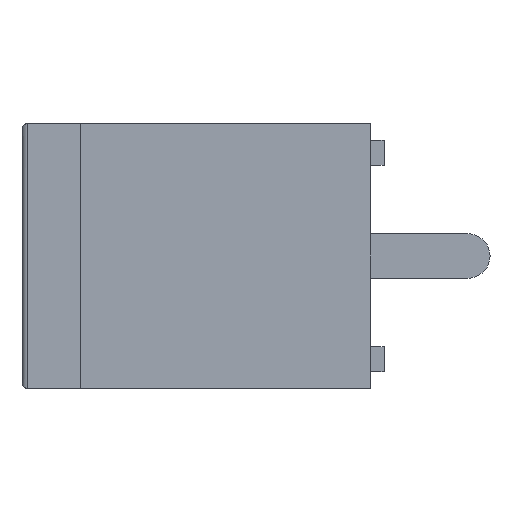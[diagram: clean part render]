
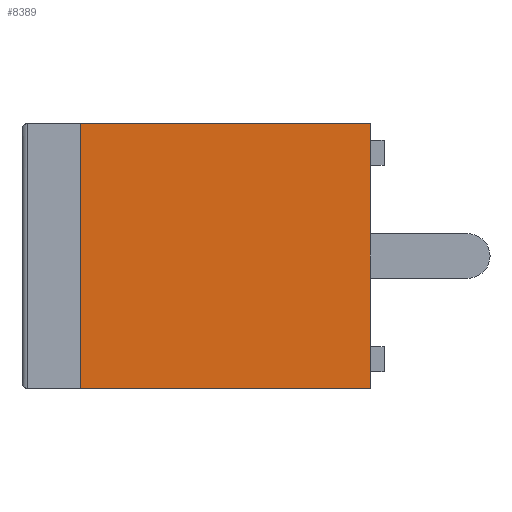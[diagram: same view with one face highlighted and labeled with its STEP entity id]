
A CAD part, left-side view. The second image highlights one B-rep face of the part: STEP entity #8389.
In plain terms, the highlighted planar face has unit normal (-1, 0, 0).
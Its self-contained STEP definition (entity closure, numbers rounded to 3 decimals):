
#835=FACE_OUTER_BOUND('',#1322,.T.);
#1322=EDGE_LOOP('',(#6285,#6286,#6287,#6288));
#1982=LINE('',#12293,#2835);
#1987=LINE('',#12301,#2840);
#1993=LINE('',#12313,#2846);
#1994=LINE('',#12315,#2847);
#2835=VECTOR('',#9832,10.);
#2840=VECTOR('',#9839,10.);
#2846=VECTOR('',#9853,10.);
#2847=VECTOR('',#9856,10.);
#3636=VERTEX_POINT('',#12291);
#3637=VERTEX_POINT('',#12292);
#3639=VERTEX_POINT('',#12300);
#3641=VERTEX_POINT('',#12311);
#4608=EDGE_CURVE('',#3636,#3637,#1982,.T.);
#4613=EDGE_CURVE('',#3639,#3637,#1987,.T.);
#4619=EDGE_CURVE('',#3636,#3641,#1993,.T.);
#4620=EDGE_CURVE('',#3639,#3641,#1994,.T.);
#6285=ORIENTED_EDGE('',*,*,#4619,.T.);
#6286=ORIENTED_EDGE('',*,*,#4620,.F.);
#6287=ORIENTED_EDGE('',*,*,#4613,.T.);
#6288=ORIENTED_EDGE('',*,*,#4608,.F.);
#8060=PLANE('',#8926);
#8389=ADVANCED_FACE('',(#835),#8060,.T.);
#8926=AXIS2_PLACEMENT_3D('',#12314,#9854,#9855);
#9832=DIRECTION('',(0.,1.,0.));
#9839=DIRECTION('',(0.,0.,-1.));
#9853=DIRECTION('',(0.,0.,1.));
#9854=DIRECTION('center_axis',(-1.,0.,0.));
#9855=DIRECTION('ref_axis',(0.,-1.,0.));
#9856=DIRECTION('',(0.,-1.,0.));
#12291=CARTESIAN_POINT('',(-12.25,0.,-4.75));
#12292=CARTESIAN_POINT('',(-12.25,10.4,-4.75));
#12293=CARTESIAN_POINT('',(-12.25,10.4,-4.75));
#12300=CARTESIAN_POINT('',(-12.25,10.4,4.75));
#12301=CARTESIAN_POINT('',(-12.25,10.4,0.));
#12311=CARTESIAN_POINT('',(-12.25,0.,4.75));
#12313=CARTESIAN_POINT('',(-12.25,0.,0.));
#12314=CARTESIAN_POINT('Origin',(-12.25,10.4,0.));
#12315=CARTESIAN_POINT('',(-12.25,10.4,4.75));
